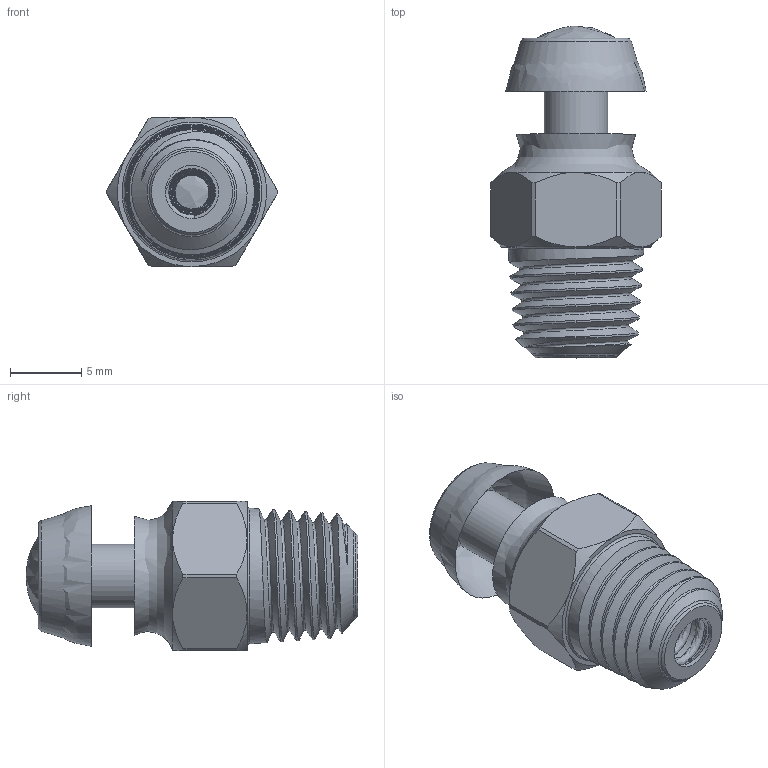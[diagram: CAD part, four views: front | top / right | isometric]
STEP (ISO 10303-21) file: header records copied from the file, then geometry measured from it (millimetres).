
FILE_DESCRIPTION(('FreeCAD Model'),'2;1');
FILE_NAME('Open CASCADE Shape Model','2025-05-09T16:05:04',('FreeCAD'),( 'FreeCAD'),'Open CASCADE STEP processor 7.6','FreeCAD','Unknown');
FILE_SCHEMA(('AUTOMOTIVE_DESIGN { 1 0 10303 214 1 1 1 1 }'));
Length unit declared in the file: millimetre
Products named in the file (1): Open CASCADE STEP translator 7.6 1
Bounding box: 11.97 x 23.34 x 10.5 mm (x, y, z)
Volume: 711 mm3; surface area: 1684.2 mm2
Topology: 3 solids, 3 shells, 64 faces, 151 edges, 95 vertices
Faces by surface type: bspline 64
Entity records: 11231 total; most frequent: CARTESIAN_POINT 10365, ORIENTED_EDGE 296, EDGE_CURVE 148, VERTEX_POINT 95, B_SPLINE_CURVE_WITH_KNOTS 82, FACE_BOUND 71, EDGE_LOOP 69, ADVANCED_FACE 63
